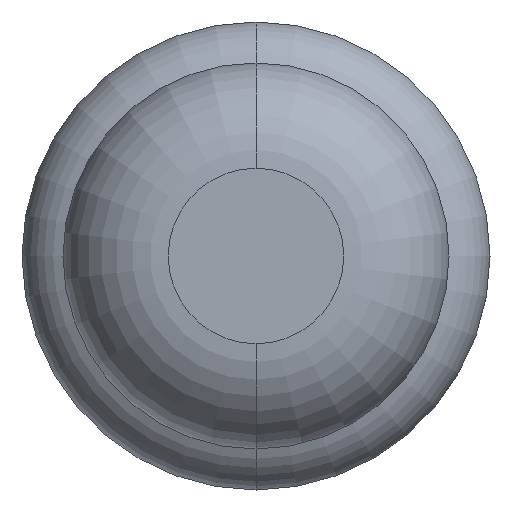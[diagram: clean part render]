
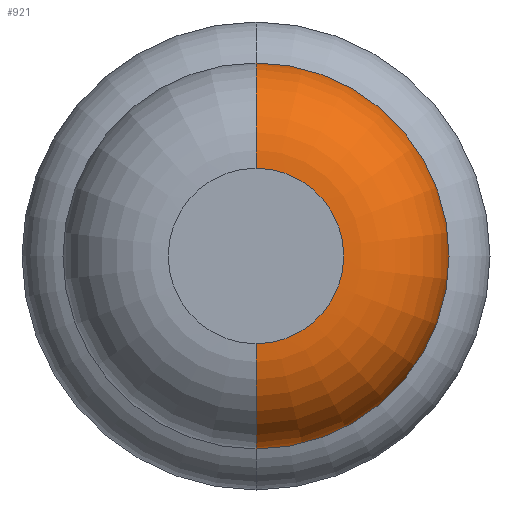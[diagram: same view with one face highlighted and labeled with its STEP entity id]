
A CAD part, front view. The second image highlights one B-rep face of the part: STEP entity #921.
In plain terms, the highlighted toroidal (fillet/blend) face has major radius 0.375 mm and minor radius 0.45 mm.
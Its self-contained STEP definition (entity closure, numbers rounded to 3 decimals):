
#19 = CIRCLE ( 'NONE', #250, 0.375 ) ;
#60 = DIRECTION ( 'NONE',  ( 0., 1., 0. ) ) ;
#97 = EDGE_CURVE ( 'Defeature ausgef�hrt1_2+Defeature ausgef�hrt1_1+Defeature ausgef�hrt1_1+Defeature ausgef�hrt1_1', #2731, #3110, #19, .T. ) ;
#172 = DIRECTION ( 'NONE',  ( 0., 0., 1. ) ) ;
#195 = CARTESIAN_POINT ( 'NONE',  ( 0., -23.55, 0.375 ) ) ;
#250 = AXIS2_PLACEMENT_3D ( 'NONE', #3990, #2567, #1031 ) ;
#330 = VERTEX_POINT ( 'NONE', #4395 ) ;
#488 = DIRECTION ( 'NONE',  ( 0., 1., 0. ) ) ;
#898 = FACE_OUTER_BOUND ( 'NONE', #1500, .T. ) ;
#921 = ADVANCED_FACE ( 'Defeature ausgef�hrt1_2', ( #898 ), #1128, .T. ) ;
#1031 = DIRECTION ( 'NONE',  ( 0., 0., 1. ) ) ;
#1032 = VERTEX_POINT ( 'NONE', #1357 ) ;
#1128 = TOROIDAL_SURFACE ( 'NONE', #2946, 0.375, 0.45 ) ;
#1357 = CARTESIAN_POINT ( 'NONE',  ( 0., -23.55, -0.825 ) ) ;
#1424 = CIRCLE ( 'NONE', #1995, 0.45 ) ;
#1500 = EDGE_LOOP ( 'NONE', ( #1553, #3776, #3656, #4045 ) ) ;
#1553 = ORIENTED_EDGE ( 'NONE', *, *, #97, .T. ) ;
#1713 = DIRECTION ( 'NONE',  ( -1., 0., 0. ) ) ;
#1849 = CARTESIAN_POINT ( 'NONE',  ( 0., -24., -0.375 ) ) ;
#1918 = EDGE_CURVE ( 'NONE', #3110, #1032, #1424, .T. ) ;
#1995 = AXIS2_PLACEMENT_3D ( 'NONE', #2553, #4804, #2910 ) ;
#2112 = EDGE_CURVE ( 'Defeature ausgef�hrt1_3+Defeature ausgef�hrt1_2+Defeature ausgef�hrt1_2+Defeature ausgef�hrt1_2', #330, #1032, #2208, .T. ) ;
#2208 = CIRCLE ( 'NONE', #2831, 0.825 ) ;
#2455 = CARTESIAN_POINT ( 'NONE',  ( 0., -23.55, 0. ) ) ;
#2553 = CARTESIAN_POINT ( 'NONE',  ( 0., -23.55, -0.375 ) ) ;
#2567 = DIRECTION ( 'NONE',  ( 0., 1., 0. ) ) ;
#2649 = CARTESIAN_POINT ( 'NONE',  ( 0., -24., 0.375 ) ) ;
#2731 = VERTEX_POINT ( 'NONE', #2649 ) ;
#2789 = CIRCLE ( 'NONE', #4644, 0.45 ) ;
#2831 = AXIS2_PLACEMENT_3D ( 'NONE', #2455, #488, #172 ) ;
#2910 = DIRECTION ( 'NONE',  ( 0., 0., -1. ) ) ;
#2946 = AXIS2_PLACEMENT_3D ( 'NONE', #3834, #60, #3852 ) ;
#3110 = VERTEX_POINT ( 'NONE', #1849 ) ;
#3433 = EDGE_CURVE ( 'NONE', #2731, #330, #2789, .T. ) ;
#3656 = ORIENTED_EDGE ( 'NONE', *, *, #2112, .F. ) ;
#3776 = ORIENTED_EDGE ( 'NONE', *, *, #1918, .T. ) ;
#3834 = CARTESIAN_POINT ( 'NONE',  ( 0., -23.55, 0. ) ) ;
#3852 = DIRECTION ( 'NONE',  ( 0., 0., 1. ) ) ;
#3990 = CARTESIAN_POINT ( 'NONE',  ( 0., -24., 0. ) ) ;
#4045 = ORIENTED_EDGE ( 'NONE', *, *, #3433, .F. ) ;
#4395 = CARTESIAN_POINT ( 'NONE',  ( 0., -23.55, 0.825 ) ) ;
#4644 = AXIS2_PLACEMENT_3D ( 'NONE', #195, #1713, #4823 ) ;
#4804 = DIRECTION ( 'NONE',  ( 1., 0., 0. ) ) ;
#4823 = DIRECTION ( 'NONE',  ( 0., 0., 1. ) ) ;
